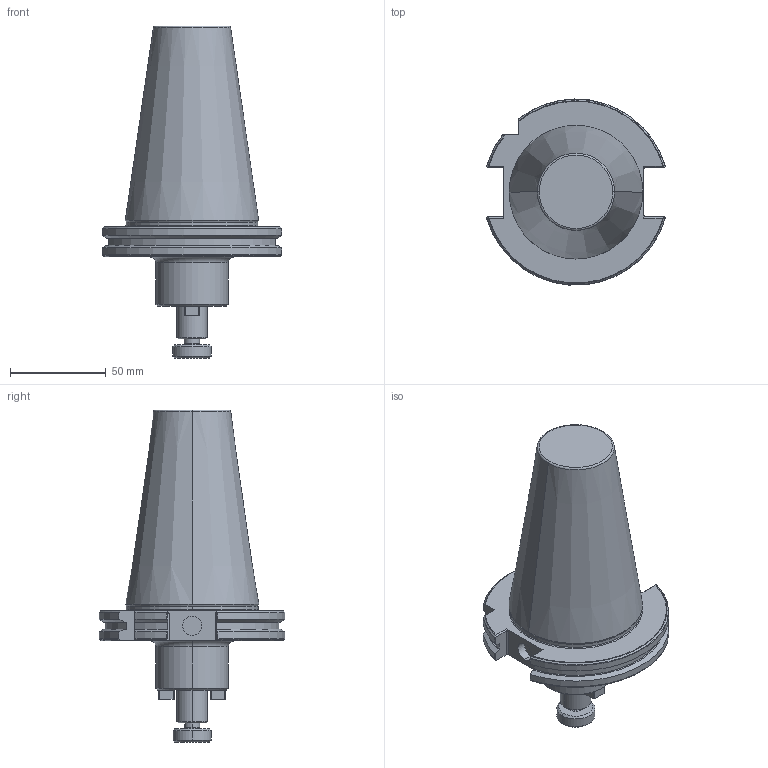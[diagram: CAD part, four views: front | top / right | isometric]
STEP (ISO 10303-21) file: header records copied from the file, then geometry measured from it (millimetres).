
FILE_DESCRIPTION (( 'STEP AP203' ), '1' );
FILE_NAME ('SK40 FMH27 050 AD 6.3G15000 SL SP.STEP', '2018-05-31T10:12:16', ( '' ), ( '' ), 'SwSTEP 2.0', 'SolidWorks 2014', '' );
FILE_SCHEMA (( 'CONFIG_CONTROL_DESIGN' ));
Length unit declared in the file: millimetre
Products named in the file (1): SK40 FMH27 050 AD 6.3G15000 SL SP
Bounding box: 93.71 x 97.32 x 173.75 mm (x, y, z)
Volume: 399925 mm3; surface area: 40829.3 mm2
Topology: 1 solids, 1 shells, 121 faces, 313 edges, 202 vertices
Faces by surface type: plane 52, cylinder 25, cone 24, torus 20
Entity records: 3866 total; most frequent: CARTESIAN_POINT 881, ORIENTED_EDGE 626, DIRECTION 587, EDGE_CURVE 313, AXIS2_PLACEMENT_3D 220, VERTEX_POINT 202, LINE 147, VECTOR 147
